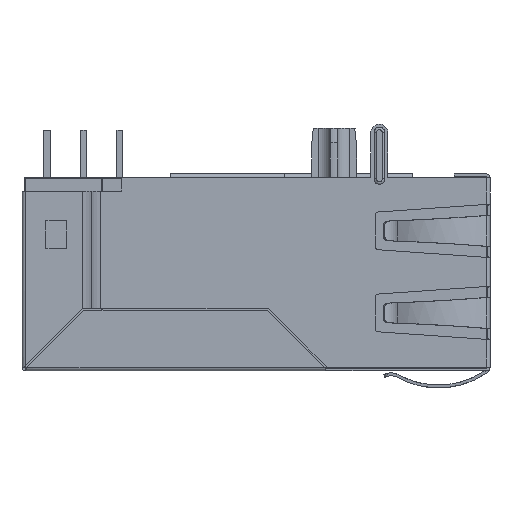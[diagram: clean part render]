
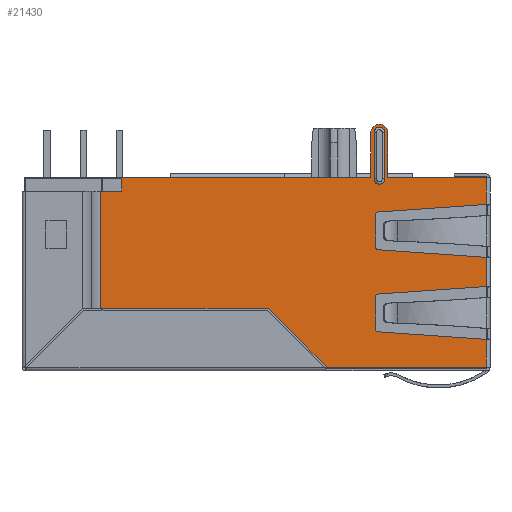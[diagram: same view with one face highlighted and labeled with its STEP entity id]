
A CAD part, left-side view. The second image highlights one B-rep face of the part: STEP entity #21430.
In plain terms, the highlighted planar face has unit normal (-1, 0, 0).
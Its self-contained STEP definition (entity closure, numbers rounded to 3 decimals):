
#1145=CIRCLE('',#22584,0.1);
#1146=CIRCLE('',#22585,0.1);
#1147=CIRCLE('',#22586,0.1);
#1148=CIRCLE('',#22587,0.1);
#1149=CIRCLE('',#22588,0.6);
#1150=CIRCLE('',#22589,0.375);
#1151=CIRCLE('',#22590,0.375);
#3435=ORIENTED_EDGE('',*,*,#7452,.T.);
#3436=ORIENTED_EDGE('',*,*,#7453,.F.);
#3437=ORIENTED_EDGE('',*,*,#7454,.T.);
#3438=ORIENTED_EDGE('',*,*,#7455,.F.);
#3439=ORIENTED_EDGE('',*,*,#7363,.T.);
#3440=ORIENTED_EDGE('',*,*,#7456,.F.);
#3441=ORIENTED_EDGE('',*,*,#7457,.T.);
#3442=ORIENTED_EDGE('',*,*,#7458,.F.);
#3443=ORIENTED_EDGE('',*,*,#7459,.T.);
#3444=ORIENTED_EDGE('',*,*,#7460,.F.);
#3445=ORIENTED_EDGE('',*,*,#7354,.T.);
#3446=ORIENTED_EDGE('',*,*,#7461,.T.);
#3447=ORIENTED_EDGE('',*,*,#7462,.F.);
#3448=ORIENTED_EDGE('',*,*,#7463,.F.);
#3449=ORIENTED_EDGE('',*,*,#7464,.F.);
#3450=ORIENTED_EDGE('',*,*,#7392,.T.);
#3451=ORIENTED_EDGE('',*,*,#7465,.T.);
#3452=ORIENTED_EDGE('',*,*,#7466,.T.);
#3453=ORIENTED_EDGE('',*,*,#7467,.T.);
#3454=ORIENTED_EDGE('',*,*,#7468,.T.);
#3455=ORIENTED_EDGE('',*,*,#7469,.T.);
#3456=ORIENTED_EDGE('',*,*,#7470,.T.);
#3457=ORIENTED_EDGE('',*,*,#7471,.T.);
#3458=ORIENTED_EDGE('',*,*,#7472,.T.);
#3459=ORIENTED_EDGE('',*,*,#7473,.T.);
#3460=ORIENTED_EDGE('',*,*,#7474,.F.);
#3461=ORIENTED_EDGE('',*,*,#7475,.T.);
#3462=ORIENTED_EDGE('',*,*,#7476,.T.);
#3463=ORIENTED_EDGE('',*,*,#7477,.T.);
#3464=ORIENTED_EDGE('',*,*,#7478,.T.);
#7354=EDGE_CURVE('',#9481,#9480,#10985,.T.);
#7363=EDGE_CURVE('',#9490,#9489,#10988,.T.);
#7392=EDGE_CURVE('',#9519,#9518,#11002,.T.);
#7452=EDGE_CURVE('',#9572,#9573,#1145,.F.);
#7453=EDGE_CURVE('',#9574,#9573,#11048,.T.);
#7454=EDGE_CURVE('',#9574,#9575,#1146,.F.);
#7455=EDGE_CURVE('',#9490,#9575,#11049,.T.);
#7456=EDGE_CURVE('',#9576,#9489,#11050,.T.);
#7457=EDGE_CURVE('',#9576,#9577,#1147,.F.);
#7458=EDGE_CURVE('',#9578,#9577,#11051,.T.);
#7459=EDGE_CURVE('',#9578,#9579,#1148,.F.);
#7460=EDGE_CURVE('',#9481,#9579,#11052,.T.);
#7461=EDGE_CURVE('',#9480,#9580,#11053,.T.);
#7462=EDGE_CURVE('',#9581,#9580,#11054,.T.);
#7463=EDGE_CURVE('',#9582,#9581,#1149,.T.);
#7464=EDGE_CURVE('',#9519,#9582,#11055,.T.);
#7465=EDGE_CURVE('',#9518,#9583,#11056,.T.);
#7466=EDGE_CURVE('',#9583,#9584,#11057,.T.);
#7467=EDGE_CURVE('',#9584,#9585,#11058,.T.);
#7468=EDGE_CURVE('',#9585,#9586,#11059,.T.);
#7469=EDGE_CURVE('',#9586,#9587,#11060,.T.);
#7470=EDGE_CURVE('',#9587,#9588,#11061,.T.);
#7471=EDGE_CURVE('',#9588,#9589,#11062,.T.);
#7472=EDGE_CURVE('',#9589,#9590,#11063,.T.);
#7473=EDGE_CURVE('',#9590,#9591,#11064,.T.);
#7474=EDGE_CURVE('',#9572,#9591,#11065,.T.);
#7475=EDGE_CURVE('',#9592,#9593,#11066,.T.);
#7476=EDGE_CURVE('',#9593,#9594,#1150,.F.);
#7477=EDGE_CURVE('',#9594,#9595,#11067,.T.);
#7478=EDGE_CURVE('',#9595,#9592,#1151,.F.);
#9480=VERTEX_POINT('',#30761);
#9481=VERTEX_POINT('',#30763);
#9489=VERTEX_POINT('',#30790);
#9490=VERTEX_POINT('',#30792);
#9518=VERTEX_POINT('',#30881);
#9519=VERTEX_POINT('',#30883);
#9572=VERTEX_POINT('',#31000);
#9573=VERTEX_POINT('',#31001);
#9574=VERTEX_POINT('',#31003);
#9575=VERTEX_POINT('',#31005);
#9576=VERTEX_POINT('',#31008);
#9577=VERTEX_POINT('',#31010);
#9578=VERTEX_POINT('',#31012);
#9579=VERTEX_POINT('',#31014);
#9580=VERTEX_POINT('',#31017);
#9581=VERTEX_POINT('',#31019);
#9582=VERTEX_POINT('',#31021);
#9583=VERTEX_POINT('',#31024);
#9584=VERTEX_POINT('',#31026);
#9585=VERTEX_POINT('',#31028);
#9586=VERTEX_POINT('',#31030);
#9587=VERTEX_POINT('',#31032);
#9588=VERTEX_POINT('',#31034);
#9589=VERTEX_POINT('',#31036);
#9590=VERTEX_POINT('',#31038);
#9591=VERTEX_POINT('',#31040);
#9592=VERTEX_POINT('',#31043);
#9593=VERTEX_POINT('',#31044);
#9594=VERTEX_POINT('',#31046);
#9595=VERTEX_POINT('',#31048);
#10985=LINE('',#30762,#12506);
#10988=LINE('',#30791,#12509);
#11002=LINE('',#30882,#12523);
#11048=LINE('',#31002,#12569);
#11049=LINE('',#31006,#12570);
#11050=LINE('',#31007,#12571);
#11051=LINE('',#31011,#12572);
#11052=LINE('',#31015,#12573);
#11053=LINE('',#31016,#12574);
#11054=LINE('',#31018,#12575);
#11055=LINE('',#31022,#12576);
#11056=LINE('',#31023,#12577);
#11057=LINE('',#31025,#12578);
#11058=LINE('',#31027,#12579);
#11059=LINE('',#31029,#12580);
#11060=LINE('',#31031,#12581);
#11061=LINE('',#31033,#12582);
#11062=LINE('',#31035,#12583);
#11063=LINE('',#31037,#12584);
#11064=LINE('',#31039,#12585);
#11065=LINE('',#31041,#12586);
#11066=LINE('',#31042,#12587);
#11067=LINE('',#31047,#12588);
#12506=VECTOR('',#25171,1000.);
#12509=VECTOR('',#25184,1000.);
#12523=VECTOR('',#25222,1000.);
#12569=VECTOR('',#25306,1000.);
#12570=VECTOR('',#25309,1000.);
#12571=VECTOR('',#25310,1000.);
#12572=VECTOR('',#25313,1000.);
#12573=VECTOR('',#25316,1000.);
#12574=VECTOR('',#25317,1000.);
#12575=VECTOR('',#25318,1000.);
#12576=VECTOR('',#25321,1000.);
#12577=VECTOR('',#25322,1000.);
#12578=VECTOR('',#25323,1000.);
#12579=VECTOR('',#25324,1000.);
#12580=VECTOR('',#25325,1000.);
#12581=VECTOR('',#25326,1000.);
#12582=VECTOR('',#25327,1000.);
#12583=VECTOR('',#25328,1000.);
#12584=VECTOR('',#25329,1000.);
#12585=VECTOR('',#25330,1000.);
#12586=VECTOR('',#25331,1000.);
#12587=VECTOR('',#25332,1000.);
#12588=VECTOR('',#25335,1000.);
#13670=EDGE_LOOP('',(#3435,#3436,#3437,#3438,#3439,#3440,#3441,#3442,#3443,
#3444,#3445,#3446,#3447,#3448,#3449,#3450,#3451,#3452,#3453,#3454,#3455,
#3456,#3457,#3458,#3459,#3460));
#13671=EDGE_LOOP('',(#3461,#3462,#3463,#3464));
#14671=FACE_BOUND('',#13670,.T.);
#14672=FACE_BOUND('',#13671,.T.);
#15500=PLANE('',#22583);
#21430=ADVANCED_FACE('',(#14671,#14672),#15500,.T.);
#22583=AXIS2_PLACEMENT_3D('',#30998,#25302,#25303);
#22584=AXIS2_PLACEMENT_3D('',#30999,#25304,#25305);
#22585=AXIS2_PLACEMENT_3D('',#31004,#25307,#25308);
#22586=AXIS2_PLACEMENT_3D('',#31009,#25311,#25312);
#22587=AXIS2_PLACEMENT_3D('',#31013,#25314,#25315);
#22588=AXIS2_PLACEMENT_3D('',#31020,#25319,#25320);
#22589=AXIS2_PLACEMENT_3D('',#31045,#25333,#25334);
#22590=AXIS2_PLACEMENT_3D('',#31049,#25336,#25337);
#25171=DIRECTION('',(0.,0.,1.));
#25184=DIRECTION('',(0.,0.,1.));
#25222=DIRECTION('',(0.,1.,0.));
#25302=DIRECTION('',(-1.,0.,0.));
#25303=DIRECTION('',(0.,-1.,0.));
#25304=DIRECTION('',(-1.,0.,0.));
#25305=DIRECTION('',(0.,-1.,0.));
#25306=DIRECTION('',(0.,0.,-1.));
#25307=DIRECTION('',(-1.,0.,0.));
#25308=DIRECTION('',(0.,-1.,0.));
#25309=DIRECTION('',(0.,0.998,-0.07));
#25310=DIRECTION('',(0.,-0.998,-0.07));
#25311=DIRECTION('',(-1.,0.,0.));
#25312=DIRECTION('',(0.,-1.,0.));
#25313=DIRECTION('',(0.,0.,-1.));
#25314=DIRECTION('',(-1.,0.,0.));
#25315=DIRECTION('',(0.,-1.,0.));
#25316=DIRECTION('',(0.,0.998,-0.07));
#25317=DIRECTION('',(0.,1.,0.));
#25318=DIRECTION('',(0.,0.,-1.));
#25319=DIRECTION('',(1.,0.,0.));
#25320=DIRECTION('',(0.,1.,0.));
#25321=DIRECTION('',(0.,0.,1.));
#25322=DIRECTION('',(0.,1.,0.));
#25323=DIRECTION('',(0.,1.,0.));
#25324=DIRECTION('',(0.,0.,-1.));
#25325=DIRECTION('',(0.,1.,0.));
#25326=DIRECTION('',(0.,0.,-1.));
#25327=DIRECTION('',(0.,-1.,0.));
#25328=DIRECTION('',(0.,-0.707,-0.707));
#25329=DIRECTION('',(0.,-1.,0.));
#25330=DIRECTION('',(0.,0.,1.));
#25331=DIRECTION('',(0.,-0.998,-0.07));
#25332=DIRECTION('',(0.,0.,-1.));
#25333=DIRECTION('',(-1.,0.,0.));
#25334=DIRECTION('',(0.,-1.,0.));
#25335=DIRECTION('',(0.,0.,1.));
#25336=DIRECTION('',(-1.,0.,0.));
#25337=DIRECTION('',(0.,-1.,0.));
#30761=CARTESIAN_POINT('',(-8.3,-16.15,6.615));
#30762=CARTESIAN_POINT('',(-8.3,-16.15,-6.685));
#30763=CARTESIAN_POINT('',(-8.3,-16.15,4.73));
#30790=CARTESIAN_POINT('',(-8.3,-16.15,1.02));
#30791=CARTESIAN_POINT('',(-8.3,-16.15,-6.685));
#30792=CARTESIAN_POINT('',(-8.3,-16.15,-1.02));
#30881=CARTESIAN_POINT('',(-8.3,-2.,6.615));
#30882=CARTESIAN_POINT('',(-8.3,-16.241,6.615));
#30883=CARTESIAN_POINT('',(-8.3,-8.05,6.615));
#30998=CARTESIAN_POINT('',(-8.3,-16.241,-6.685));
#30999=CARTESIAN_POINT('',(-8.3,-8.5,-4.095));
#31000=CARTESIAN_POINT('',(-8.3,-8.493,-4.195));
#31001=CARTESIAN_POINT('',(-8.3,-8.4,-4.095));
#31002=CARTESIAN_POINT('',(-8.3,-8.4,-1.562));
#31003=CARTESIAN_POINT('',(-8.3,-8.4,-1.655));
#31004=CARTESIAN_POINT('',(-8.3,-8.5,-1.655));
#31005=CARTESIAN_POINT('',(-8.3,-8.493,-1.555));
#31006=CARTESIAN_POINT('',(-8.3,-16.4,-1.003));
#31007=CARTESIAN_POINT('',(-8.3,-8.4,1.562));
#31008=CARTESIAN_POINT('',(-8.3,-8.493,1.555));
#31009=CARTESIAN_POINT('',(-8.3,-8.5,1.655));
#31010=CARTESIAN_POINT('',(-8.3,-8.4,1.655));
#31011=CARTESIAN_POINT('',(-8.3,-8.4,4.188));
#31012=CARTESIAN_POINT('',(-8.3,-8.4,4.095));
#31013=CARTESIAN_POINT('',(-8.3,-8.5,4.095));
#31014=CARTESIAN_POINT('',(-8.3,-8.493,4.195));
#31015=CARTESIAN_POINT('',(-8.3,-16.4,4.747));
#31016=CARTESIAN_POINT('',(-8.3,-16.241,6.615));
#31017=CARTESIAN_POINT('',(-8.3,-9.25,6.615));
#31018=CARTESIAN_POINT('',(-8.3,-9.25,9.765));
#31019=CARTESIAN_POINT('',(-8.3,-9.25,9.765));
#31020=CARTESIAN_POINT('',(-8.3,-8.65,9.765));
#31021=CARTESIAN_POINT('',(-8.3,-8.05,9.765));
#31022=CARTESIAN_POINT('',(-8.3,-8.05,6.615));
#31023=CARTESIAN_POINT('',(-8.3,-2.,6.615));
#31024=CARTESIAN_POINT('',(-8.3,6.,6.615));
#31025=CARTESIAN_POINT('',(-8.3,-16.241,6.615));
#31026=CARTESIAN_POINT('',(-8.3,9.4,6.615));
#31027=CARTESIAN_POINT('',(-8.3,9.4,6.615));
#31028=CARTESIAN_POINT('',(-8.3,9.4,5.665));
#31029=CARTESIAN_POINT('',(-8.3,9.4,5.665));
#31030=CARTESIAN_POINT('',(-8.3,10.9,5.665));
#31031=CARTESIAN_POINT('',(-8.3,10.9,5.665));
#31032=CARTESIAN_POINT('',(-8.3,10.9,-2.556));
#31033=CARTESIAN_POINT('',(-8.3,10.9,-2.556));
#31034=CARTESIAN_POINT('',(-8.3,-0.862,-2.556));
#31035=CARTESIAN_POINT('',(-8.3,-0.862,-2.556));
#31036=CARTESIAN_POINT('',(-8.3,-4.991,-6.685));
#31037=CARTESIAN_POINT('',(-8.3,-4.991,-6.685));
#31038=CARTESIAN_POINT('',(-8.3,-16.15,-6.685));
#31039=CARTESIAN_POINT('',(-8.3,-16.15,-6.685));
#31040=CARTESIAN_POINT('',(-8.3,-16.15,-4.73));
#31041=CARTESIAN_POINT('',(-8.3,-8.4,-4.188));
#31042=CARTESIAN_POINT('',(-8.3,-9.025,-6.685));
#31043=CARTESIAN_POINT('',(-8.3,-9.025,9.765));
#31044=CARTESIAN_POINT('',(-8.3,-9.025,6.515));
#31045=CARTESIAN_POINT('',(-8.3,-8.65,6.515));
#31046=CARTESIAN_POINT('',(-8.3,-8.275,6.515));
#31047=CARTESIAN_POINT('',(-8.3,-8.275,-6.685));
#31048=CARTESIAN_POINT('',(-8.3,-8.275,9.765));
#31049=CARTESIAN_POINT('',(-8.3,-8.65,9.765));
